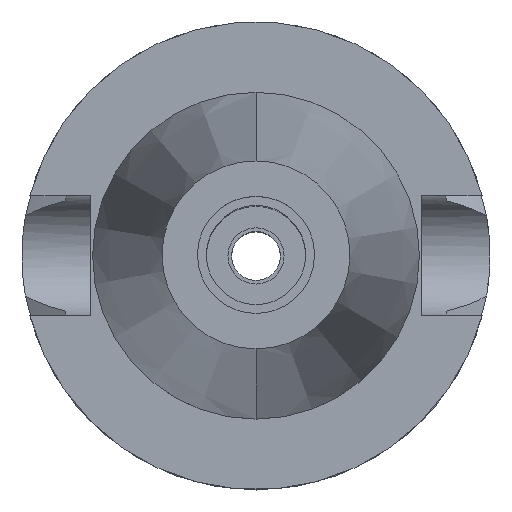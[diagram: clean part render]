
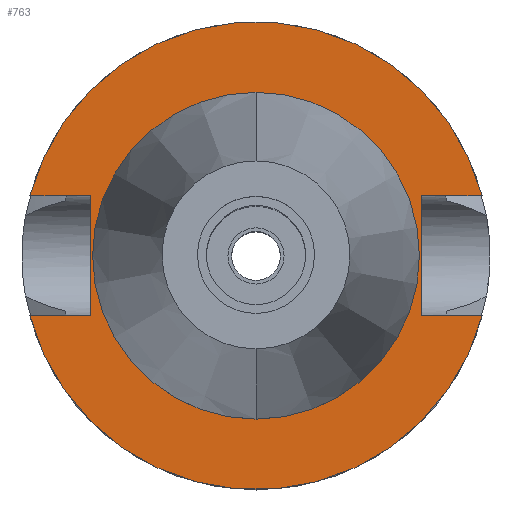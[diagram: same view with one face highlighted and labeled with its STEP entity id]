
A CAD part, top view. The second image highlights one B-rep face of the part: STEP entity #763.
In plain terms, the highlighted planar face has unit normal (0, 0, 1).
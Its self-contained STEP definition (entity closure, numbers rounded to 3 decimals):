
#11 = AXIS2_PLACEMENT_3D ( 'NONE', #2131, #2100, #1138 ) ;
#18 = CARTESIAN_POINT ( 'NONE',  ( 0., 0., -1.5 ) ) ;
#61 = CIRCLE ( 'NONE', #582, 50. ) ;
#72 = DIRECTION ( 'NONE',  ( 1., 0., 0. ) ) ;
#84 = CARTESIAN_POINT ( 'NONE',  ( 0., 34.925, -1.5 ) ) ;
#138 = EDGE_LOOP ( 'NONE', ( #1981, #2243 ) ) ;
#154 = LINE ( 'NONE', #356, #1234 ) ;
#170 = CARTESIAN_POINT ( 'NONE',  ( 35.4, -12.85, -1.5 ) ) ;
#230 = CARTESIAN_POINT ( 'NONE',  ( 48.321, 12.85, -1.5 ) ) ;
#247 = DIRECTION ( 'NONE',  ( 0., -1., 0. ) ) ;
#289 = VERTEX_POINT ( 'NONE', #170 ) ;
#356 = CARTESIAN_POINT ( 'NONE',  ( -35.4, -12.85, -1.5 ) ) ;
#397 = DIRECTION ( 'NONE',  ( 0., 1., 0. ) ) ;
#519 = VECTOR ( 'NONE', #576, 1000. ) ;
#546 = EDGE_CURVE ( 'NONE', #1961, #3070, #2877, .T. ) ;
#576 = DIRECTION ( 'NONE',  ( -1., 0., 0. ) ) ;
#577 = CARTESIAN_POINT ( 'NONE',  ( 35.4, 12.85, -1.5 ) ) ;
#581 = VERTEX_POINT ( 'NONE', #230 ) ;
#582 = AXIS2_PLACEMENT_3D ( 'NONE', #2862, #1143, #2363 ) ;
#593 = LINE ( 'NONE', #2082, #519 ) ;
#605 = ORIENTED_EDGE ( 'NONE', *, *, #1389, .F. ) ;
#620 = EDGE_CURVE ( 'NONE', #1063, #289, #2424, .T. ) ;
#662 = CARTESIAN_POINT ( 'NONE',  ( -48.321, -12.85, -1.5 ) ) ;
#680 = CARTESIAN_POINT ( 'NONE',  ( 0., 0., -1.5 ) ) ;
#704 = LINE ( 'NONE', #2116, #2061 ) ;
#763 = ADVANCED_FACE ( 'NONE', ( #1000, #2423 ), #1972, .F. ) ;
#769 = CARTESIAN_POINT ( 'NONE',  ( 35.4, 12.85, -1.5 ) ) ;
#906 = DIRECTION ( 'NONE',  ( 0., -1., 0. ) ) ;
#955 = DIRECTION ( 'NONE',  ( 0., -1., 0. ) ) ;
#974 = CARTESIAN_POINT ( 'NONE',  ( 48.321, -12.85, -1.5 ) ) ;
#1000 = FACE_OUTER_BOUND ( 'NONE', #1135, .T. ) ;
#1041 = EDGE_CURVE ( 'NONE', #2322, #2502, #154, .T. ) ;
#1055 = EDGE_CURVE ( 'NONE', #2277, #581, #61, .T. ) ;
#1063 = VERTEX_POINT ( 'NONE', #1372 ) ;
#1135 = EDGE_LOOP ( 'NONE', ( #1569, #1332, #605, #2038, #1367, #2755, #2217, #1542 ) ) ;
#1138 = DIRECTION ( 'NONE',  ( 0., -1., 0. ) ) ;
#1143 = DIRECTION ( 'NONE',  ( 0., 0., -1. ) ) ;
#1234 = VECTOR ( 'NONE', #397, 1000. ) ;
#1282 = VERTEX_POINT ( 'NONE', #662 ) ;
#1332 = ORIENTED_EDGE ( 'NONE', *, *, #1745, .F. ) ;
#1367 = ORIENTED_EDGE ( 'NONE', *, *, #1550, .T. ) ;
#1372 = CARTESIAN_POINT ( 'NONE',  ( 35.4, 12.85, -1.5 ) ) ;
#1389 = EDGE_CURVE ( 'NONE', #289, #2547, #704, .T. ) ;
#1400 = CIRCLE ( 'NONE', #11, 34.925 ) ;
#1404 = EDGE_CURVE ( 'NONE', #3070, #1961, #1400, .T. ) ;
#1435 = LINE ( 'NONE', #1880, #1639 ) ;
#1499 = AXIS2_PLACEMENT_3D ( 'NONE', #2264, #2641, #906 ) ;
#1542 = ORIENTED_EDGE ( 'NONE', *, *, #1041, .F. ) ;
#1550 = EDGE_CURVE ( 'NONE', #1063, #581, #2302, .T. ) ;
#1569 = ORIENTED_EDGE ( 'NONE', *, *, #3099, .T. ) ;
#1604 = AXIS2_PLACEMENT_3D ( 'NONE', #680, #2148, #955 ) ;
#1639 = VECTOR ( 'NONE', #2607, 1000. ) ;
#1745 = EDGE_CURVE ( 'NONE', #2547, #1282, #3143, .T. ) ;
#1853 = AXIS2_PLACEMENT_3D ( 'NONE', #18, #2656, #2669 ) ;
#1866 = CARTESIAN_POINT ( 'NONE',  ( 0., -34.925, -1.5 ) ) ;
#1871 = CARTESIAN_POINT ( 'NONE',  ( -48.321, 12.85, -1.5 ) ) ;
#1880 = CARTESIAN_POINT ( 'NONE',  ( -35.4, -12.85, -1.5 ) ) ;
#1896 = VECTOR ( 'NONE', #247, 1000. ) ;
#1961 = VERTEX_POINT ( 'NONE', #84 ) ;
#1972 = PLANE ( 'NONE',  #1604 ) ;
#1981 = ORIENTED_EDGE ( 'NONE', *, *, #546, .F. ) ;
#2038 = ORIENTED_EDGE ( 'NONE', *, *, #620, .F. ) ;
#2061 = VECTOR ( 'NONE', #2418, 1000. ) ;
#2082 = CARTESIAN_POINT ( 'NONE',  ( -35.4, 12.85, -1.5 ) ) ;
#2099 = CARTESIAN_POINT ( 'NONE',  ( -35.4, -12.85, -1.5 ) ) ;
#2100 = DIRECTION ( 'NONE',  ( 0., 0., 1. ) ) ;
#2116 = CARTESIAN_POINT ( 'NONE',  ( 35.4, -12.85, -1.5 ) ) ;
#2131 = CARTESIAN_POINT ( 'NONE',  ( 0., 0., -1.5 ) ) ;
#2148 = DIRECTION ( 'NONE',  ( 0., 0., -1. ) ) ;
#2217 = ORIENTED_EDGE ( 'NONE', *, *, #2814, .F. ) ;
#2243 = ORIENTED_EDGE ( 'NONE', *, *, #1404, .F. ) ;
#2264 = CARTESIAN_POINT ( 'NONE',  ( 0., 0., -1.5 ) ) ;
#2277 = VERTEX_POINT ( 'NONE', #1871 ) ;
#2302 = LINE ( 'NONE', #577, #2774 ) ;
#2322 = VERTEX_POINT ( 'NONE', #2099 ) ;
#2363 = DIRECTION ( 'NONE',  ( 0., 1., 0. ) ) ;
#2418 = DIRECTION ( 'NONE',  ( 1., 0., 0. ) ) ;
#2423 = FACE_BOUND ( 'NONE', #138, .T. ) ;
#2424 = LINE ( 'NONE', #769, #1896 ) ;
#2502 = VERTEX_POINT ( 'NONE', #3114 ) ;
#2547 = VERTEX_POINT ( 'NONE', #974 ) ;
#2607 = DIRECTION ( 'NONE',  ( -1., 0., 0. ) ) ;
#2641 = DIRECTION ( 'NONE',  ( 0., 0., -1. ) ) ;
#2656 = DIRECTION ( 'NONE',  ( 0., 0., 1. ) ) ;
#2669 = DIRECTION ( 'NONE',  ( 0., 1., 0. ) ) ;
#2755 = ORIENTED_EDGE ( 'NONE', *, *, #1055, .F. ) ;
#2774 = VECTOR ( 'NONE', #72, 1000. ) ;
#2814 = EDGE_CURVE ( 'NONE', #2502, #2277, #593, .T. ) ;
#2862 = CARTESIAN_POINT ( 'NONE',  ( 0., 0., -1.5 ) ) ;
#2877 = CIRCLE ( 'NONE', #1853, 34.925 ) ;
#3070 = VERTEX_POINT ( 'NONE', #1866 ) ;
#3099 = EDGE_CURVE ( 'NONE', #2322, #1282, #1435, .T. ) ;
#3114 = CARTESIAN_POINT ( 'NONE',  ( -35.4, 12.85, -1.5 ) ) ;
#3143 = CIRCLE ( 'NONE', #1499, 50. ) ;
